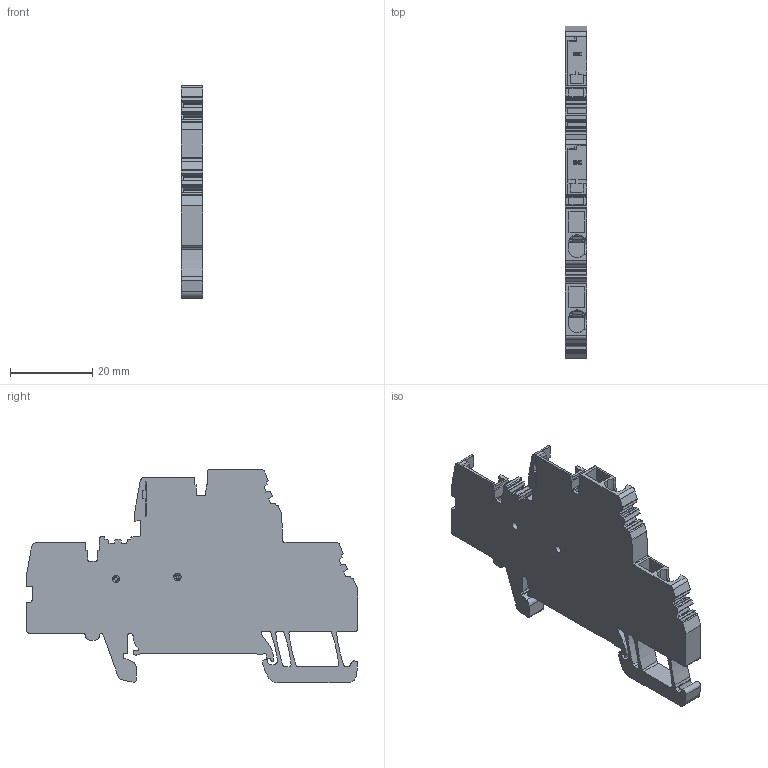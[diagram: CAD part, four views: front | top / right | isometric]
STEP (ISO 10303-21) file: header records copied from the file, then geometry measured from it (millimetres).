
FILE_DESCRIPTION(('CATIA V5R24 STEP','CAx-IF Rec.Pracs.--- Model Styling and Organization---1.2---2011-12-15'),'2;1');
FILE_NAME ('D1448351_0_1084770000_1084770000.stp','2017-06-19T07:38:10+00:00',('none'),('Weidmueller'),'CATIA Version 5-6 Release 2014 SP4 HF52','CATIA V5 STEP AP214','none');
FILE_SCHEMA(('AUTOMOTIVE_DESIGN { 1 0 10303 214 1 1 1 1 }'));
Length unit declared in the file: millimetre
Products named in the file (1): v5-standard_part
Bounding box: 5.1 x 80.51 x 51.71 mm (x, y, z)
Volume: 11075.8 mm3; surface area: 9960 mm2
Topology: 3 solids, 3 shells, 763 faces, 2195 edges, 1446 vertices
Faces by surface type: plane 473, cylinder 282, cone 4, torus 4
Entity records: 23997 total; most frequent: CARTESIAN_POINT 4686, ORIENTED_EDGE 4390, DIRECTION 3345, EDGE_CURVE 2195, VECTOR 1545, LINE 1545, VERTEX_POINT 1446, AXIS2_PLACEMENT_3D 1175
